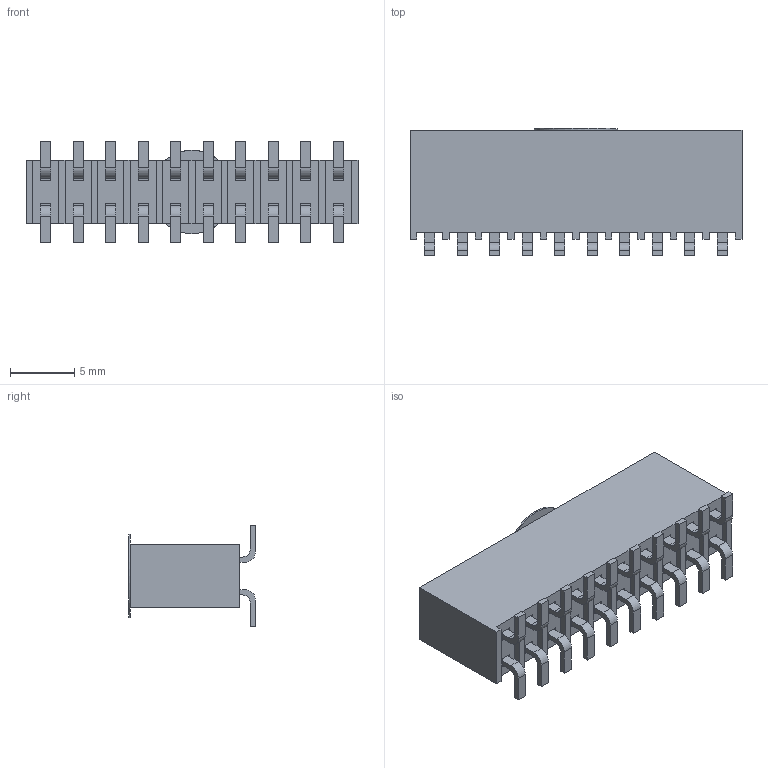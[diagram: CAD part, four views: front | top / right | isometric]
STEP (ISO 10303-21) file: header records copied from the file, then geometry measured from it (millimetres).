
FILE_DESCRIPTION(/* description */ ('STEP AP214'),/* implementation_level */ '2;1');
FILE_NAME(/* name */ 'SSW-110-22-F-D-VS-K-TR',/* time_stamp */ '2025-05-01T13:02:41+02:00',/* author */ ('License CC BY-ND 4.0'),/* organization */ ('CADENAS'),/* preprocessor_version */ 'ST-DEVELOPER v19.3',/* originating_system */ 'PARTsolutions',/* authorisation */ ' ');
FILE_SCHEMA (('AUTOMOTIVE_DESIGN {1 0 10303 214 3 1 1}'));
Length unit declared in the file: inch
Products named in the file (3): SSW-110-22-F-D-VS-K-TR; T1SSW-110-22-F-D-VS-K-TR; P2SSW-110-22-F-D-VS
Assembly tree (2 placements, depth 2):
  SSW-110-22-F-D-VS-K-TR
    T1SSW-110-22-F-D-VS-K-TR
    P2SSW-110-22-F-D-VS
Bounding box: 25.91 x 9.91 x 7.87 mm (x, y, z)
Volume: 985.9 mm3; surface area: 1702.7 mm2
Topology: 2 solids, 2 shells, 321 faces, 875 edges, 582 vertices
Faces by surface type: plane 280, cylinder 41
Full cylindrical faces by diameter (mm): 6.502 x1
Entity records: 11069 total; most frequent: CARTESIAN_POINT 1778, ORIENTED_EDGE 1746, DIRECTION 1606, EDGE_CURVE 873, LINE 788, VECTOR 788, VERTEX_POINT 581, AXIS2_PLACEMENT_3D 409
